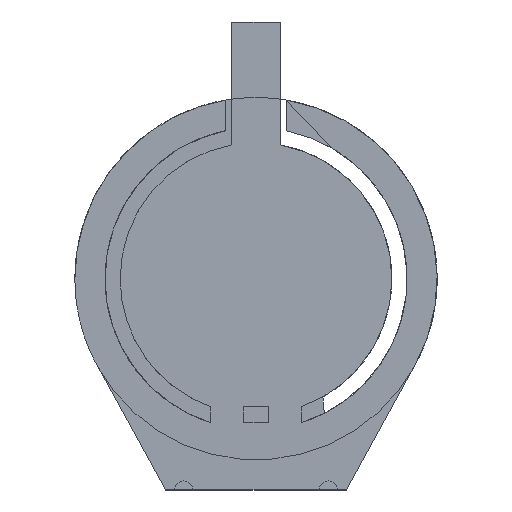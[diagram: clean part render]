
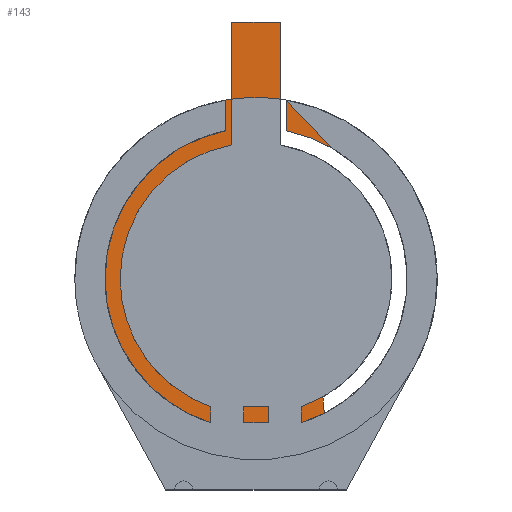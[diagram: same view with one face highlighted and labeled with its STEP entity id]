
A CAD part, top view. The second image highlights one B-rep face of the part: STEP entity #143.
In plain terms, the highlighted planar face has unit normal (0, 0, 1).
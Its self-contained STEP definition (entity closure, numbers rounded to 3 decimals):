
#24 = VERTEX_POINT('',#25);
#25 = CARTESIAN_POINT('',(88.726,96.041,
    0.013));
#41 = VERTEX_POINT('',#42);
#42 = CARTESIAN_POINT('',(68.726,71.546,
    0.013));
#48 = EDGE_CURVE('',#24,#41,#49,.T.);
#49 = CIRCLE('',#50,25.);
#50 = AXIS2_PLACEMENT_3D('',#51,#52,#53);
#51 = CARTESIAN_POINT('',(93.726,71.546,
    0.013));
#52 = DIRECTION('',(0.,0.,1.));
#53 = DIRECTION('',(1.,0.,0.));
#63 = EDGE_CURVE('',#64,#66,#68,.T.);
#64 = VERTEX_POINT('',#65);
#65 = CARTESIAN_POINT('',(67.433,57.1,
    0.013));
#66 = VERTEX_POINT('',#67);
#67 = CARTESIAN_POINT('',(63.726,71.546,
    0.013));
#68 = CIRCLE('',#69,30.);
#69 = AXIS2_PLACEMENT_3D('',#70,#71,#72);
#70 = CARTESIAN_POINT('',(93.726,71.546,
    0.013));
#71 = DIRECTION('',(0.,0.,1.));
#72 = DIRECTION('',(1.,0.,0.));
#105 = EDGE_CURVE('',#106,#108,#110,.T.);
#106 = VERTEX_POINT('',#107);
#107 = CARTESIAN_POINT('',(71.226,71.546,
    0.013));
#108 = VERTEX_POINT('',#109);
#109 = CARTESIAN_POINT('',(86.226,50.333,
    0.013));
#110 = CIRCLE('',#111,22.5);
#111 = AXIS2_PLACEMENT_3D('',#112,#113,#114);
#112 = CARTESIAN_POINT('',(93.726,71.546,
    0.013));
#113 = DIRECTION('',(0.,0.,1.));
#114 = DIRECTION('',(1.,0.,0.));
#143 = ADVANCED_FACE('',(#144,#311),#345,.T.);
#144 = FACE_BOUND('',#145,.T.);
#145 = EDGE_LOOP('',(#146,#157,#165,#174,#182,#190,#199,#207,#216,#224,
    #233,#241,#249,#257,#264,#265,#273,#280,#281,#289,#296,#297,#305));
#146 = ORIENTED_EDGE('',*,*,#147,.F.);
#147 = EDGE_CURVE('',#148,#150,#152,.T.);
#148 = VERTEX_POINT('',#149);
#149 = CARTESIAN_POINT('',(83.226,36.546,
    0.013));
#150 = VERTEX_POINT('',#151);
#151 = CARTESIAN_POINT('',(80.226,36.546,
    0.013));
#152 = CIRCLE('',#153,1.5);
#153 = AXIS2_PLACEMENT_3D('',#154,#155,#156);
#154 = CARTESIAN_POINT('',(81.726,36.546,
    0.013));
#155 = DIRECTION('',(0.,0.,1.));
#156 = DIRECTION('',(1.,0.,0.));
#157 = ORIENTED_EDGE('',*,*,#158,.T.);
#158 = EDGE_CURVE('',#148,#159,#161,.T.);
#159 = VERTEX_POINT('',#160);
#160 = CARTESIAN_POINT('',(104.226,36.546,
    0.013));
#161 = LINE('',#162,#163);
#162 = CARTESIAN_POINT('',(93.726,36.546,
    0.013));
#163 = VECTOR('',#164,1.);
#164 = DIRECTION('',(1.,0.,0.));
#165 = ORIENTED_EDGE('',*,*,#166,.T.);
#166 = EDGE_CURVE('',#159,#167,#169,.T.);
#167 = VERTEX_POINT('',#168);
#168 = CARTESIAN_POINT('',(107.226,36.546,
    0.013));
#169 = CIRCLE('',#170,1.5);
#170 = AXIS2_PLACEMENT_3D('',#171,#172,#173);
#171 = CARTESIAN_POINT('',(105.726,36.546,
    0.013));
#172 = DIRECTION('',(0.,0.,-1.));
#173 = DIRECTION('',(1.,0.,0.));
#174 = ORIENTED_EDGE('',*,*,#175,.T.);
#175 = EDGE_CURVE('',#167,#176,#178,.T.);
#176 = VERTEX_POINT('',#177);
#177 = CARTESIAN_POINT('',(108.726,36.546,
    0.013));
#178 = LINE('',#179,#180);
#179 = CARTESIAN_POINT('',(93.726,36.546,
    0.013));
#180 = VECTOR('',#181,1.);
#181 = DIRECTION('',(1.,0.,0.));
#182 = ORIENTED_EDGE('',*,*,#183,.T.);
#183 = EDGE_CURVE('',#176,#184,#186,.T.);
#184 = VERTEX_POINT('',#185);
#185 = CARTESIAN_POINT('',(120.019,57.1,
    0.013));
#186 = LINE('',#187,#188);
#187 = CARTESIAN_POINT('',(120.019,57.1,
    0.013));
#188 = VECTOR('',#189,1.);
#189 = DIRECTION('',(0.482,0.876,0.));
#190 = ORIENTED_EDGE('',*,*,#191,.T.);
#191 = EDGE_CURVE('',#184,#192,#194,.T.);
#192 = VERTEX_POINT('',#193);
#193 = CARTESIAN_POINT('',(98.726,101.126,
    0.013));
#194 = CIRCLE('',#195,30.);
#195 = AXIS2_PLACEMENT_3D('',#196,#197,#198);
#196 = CARTESIAN_POINT('',(93.726,71.546,
    0.013));
#197 = DIRECTION('',(0.,0.,1.));
#198 = DIRECTION('',(1.,0.,0.));
#199 = ORIENTED_EDGE('',*,*,#200,.F.);
#200 = EDGE_CURVE('',#201,#192,#203,.T.);
#201 = VERTEX_POINT('',#202);
#202 = CARTESIAN_POINT('',(98.726,96.041,
    0.013));
#203 = LINE('',#204,#205);
#204 = CARTESIAN_POINT('',(98.726,71.546,
    0.013));
#205 = VECTOR('',#206,1.);
#206 = DIRECTION('',(0.,1.,0.));
#207 = ORIENTED_EDGE('',*,*,#208,.F.);
#208 = EDGE_CURVE('',#209,#201,#211,.T.);
#209 = VERTEX_POINT('',#210);
#210 = CARTESIAN_POINT('',(101.226,47.698,
    0.013));
#211 = CIRCLE('',#212,25.);
#212 = AXIS2_PLACEMENT_3D('',#213,#214,#215);
#213 = CARTESIAN_POINT('',(93.726,71.546,
    0.013));
#214 = DIRECTION('',(0.,0.,1.));
#215 = DIRECTION('',(1.,0.,0.));
#216 = ORIENTED_EDGE('',*,*,#217,.T.);
#217 = EDGE_CURVE('',#209,#218,#220,.T.);
#218 = VERTEX_POINT('',#219);
#219 = CARTESIAN_POINT('',(101.226,50.333,
    0.013));
#220 = LINE('',#221,#222);
#221 = CARTESIAN_POINT('',(101.226,71.546,
    0.013));
#222 = VECTOR('',#223,1.);
#223 = DIRECTION('',(0.,1.,0.));
#224 = ORIENTED_EDGE('',*,*,#225,.T.);
#225 = EDGE_CURVE('',#218,#226,#228,.T.);
#226 = VERTEX_POINT('',#227);
#227 = CARTESIAN_POINT('',(97.726,93.688,
    0.013));
#228 = CIRCLE('',#229,22.5);
#229 = AXIS2_PLACEMENT_3D('',#230,#231,#232);
#230 = CARTESIAN_POINT('',(93.726,71.546,
    0.013));
#231 = DIRECTION('',(0.,0.,1.));
#232 = DIRECTION('',(1.,0.,0.));
#233 = ORIENTED_EDGE('',*,*,#234,.T.);
#234 = EDGE_CURVE('',#226,#235,#237,.T.);
#235 = VERTEX_POINT('',#236);
#236 = CARTESIAN_POINT('',(97.726,114.046,
    0.013));
#237 = LINE('',#238,#239);
#238 = CARTESIAN_POINT('',(97.726,71.546,
    0.013));
#239 = VECTOR('',#240,1.);
#240 = DIRECTION('',(0.,1.,0.));
#241 = ORIENTED_EDGE('',*,*,#242,.T.);
#242 = EDGE_CURVE('',#235,#243,#245,.T.);
#243 = VERTEX_POINT('',#244);
#244 = CARTESIAN_POINT('',(89.726,114.046,
    0.013));
#245 = LINE('',#246,#247);
#246 = CARTESIAN_POINT('',(93.726,114.046,
    0.013));
#247 = VECTOR('',#248,1.);
#248 = DIRECTION('',(-1.,0.,0.));
#249 = ORIENTED_EDGE('',*,*,#250,.F.);
#250 = EDGE_CURVE('',#251,#243,#253,.T.);
#251 = VERTEX_POINT('',#252);
#252 = CARTESIAN_POINT('',(89.726,93.688,
    0.013));
#253 = LINE('',#254,#255);
#254 = CARTESIAN_POINT('',(89.726,71.546,
    0.013));
#255 = VECTOR('',#256,1.);
#256 = DIRECTION('',(0.,1.,0.));
#257 = ORIENTED_EDGE('',*,*,#258,.T.);
#258 = EDGE_CURVE('',#251,#106,#259,.T.);
#259 = CIRCLE('',#260,22.5);
#260 = AXIS2_PLACEMENT_3D('',#261,#262,#263);
#261 = CARTESIAN_POINT('',(93.726,71.546,
    0.013));
#262 = DIRECTION('',(0.,0.,1.));
#263 = DIRECTION('',(1.,0.,0.));
#264 = ORIENTED_EDGE('',*,*,#105,.T.);
#265 = ORIENTED_EDGE('',*,*,#266,.F.);
#266 = EDGE_CURVE('',#267,#108,#269,.T.);
#267 = VERTEX_POINT('',#268);
#268 = CARTESIAN_POINT('',(86.226,47.698,
    0.013));
#269 = LINE('',#270,#271);
#270 = CARTESIAN_POINT('',(86.226,71.546,
    0.013));
#271 = VECTOR('',#272,1.);
#272 = DIRECTION('',(0.,1.,0.));
#273 = ORIENTED_EDGE('',*,*,#274,.F.);
#274 = EDGE_CURVE('',#41,#267,#275,.T.);
#275 = CIRCLE('',#276,25.);
#276 = AXIS2_PLACEMENT_3D('',#277,#278,#279);
#277 = CARTESIAN_POINT('',(93.726,71.546,
    0.013));
#278 = DIRECTION('',(0.,0.,1.));
#279 = DIRECTION('',(1.,0.,0.));
#280 = ORIENTED_EDGE('',*,*,#48,.F.);
#281 = ORIENTED_EDGE('',*,*,#282,.T.);
#282 = EDGE_CURVE('',#24,#283,#285,.T.);
#283 = VERTEX_POINT('',#284);
#284 = CARTESIAN_POINT('',(88.726,101.126,
    0.013));
#285 = LINE('',#286,#287);
#286 = CARTESIAN_POINT('',(88.726,71.546,
    0.013));
#287 = VECTOR('',#288,1.);
#288 = DIRECTION('',(0.,1.,0.));
#289 = ORIENTED_EDGE('',*,*,#290,.T.);
#290 = EDGE_CURVE('',#283,#66,#291,.T.);
#291 = CIRCLE('',#292,30.);
#292 = AXIS2_PLACEMENT_3D('',#293,#294,#295);
#293 = CARTESIAN_POINT('',(93.726,71.546,
    0.013));
#294 = DIRECTION('',(0.,0.,1.));
#295 = DIRECTION('',(1.,0.,0.));
#296 = ORIENTED_EDGE('',*,*,#63,.T.);
#297 = ORIENTED_EDGE('',*,*,#298,.F.);
#298 = EDGE_CURVE('',#299,#64,#301,.T.);
#299 = VERTEX_POINT('',#300);
#300 = CARTESIAN_POINT('',(78.726,36.546,
    0.013));
#301 = LINE('',#302,#303);
#302 = CARTESIAN_POINT('',(67.433,57.1,
    0.013));
#303 = VECTOR('',#304,1.);
#304 = DIRECTION('',(-0.482,0.876,0.));
#305 = ORIENTED_EDGE('',*,*,#306,.T.);
#306 = EDGE_CURVE('',#299,#150,#307,.T.);
#307 = LINE('',#308,#309);
#308 = CARTESIAN_POINT('',(93.726,36.546,
    0.013));
#309 = VECTOR('',#310,1.);
#310 = DIRECTION('',(1.,0.,0.));
#311 = FACE_BOUND('',#312,.T.);
#312 = EDGE_LOOP('',(#313,#323,#331,#339));
#313 = ORIENTED_EDGE('',*,*,#314,.F.);
#314 = EDGE_CURVE('',#315,#317,#319,.T.);
#315 = VERTEX_POINT('',#316);
#316 = CARTESIAN_POINT('',(91.726,47.698,
    0.013));
#317 = VERTEX_POINT('',#318);
#318 = CARTESIAN_POINT('',(95.726,47.698,
    0.013));
#319 = LINE('',#320,#321);
#320 = CARTESIAN_POINT('',(93.726,47.698,
    0.013));
#321 = VECTOR('',#322,1.);
#322 = DIRECTION('',(1.,0.,0.));
#323 = ORIENTED_EDGE('',*,*,#324,.T.);
#324 = EDGE_CURVE('',#315,#325,#327,.T.);
#325 = VERTEX_POINT('',#326);
#326 = CARTESIAN_POINT('',(91.726,50.333,
    0.013));
#327 = LINE('',#328,#329);
#328 = CARTESIAN_POINT('',(91.726,71.546,
    0.013));
#329 = VECTOR('',#330,1.);
#330 = DIRECTION('',(0.,1.,0.));
#331 = ORIENTED_EDGE('',*,*,#332,.T.);
#332 = EDGE_CURVE('',#325,#333,#335,.T.);
#333 = VERTEX_POINT('',#334);
#334 = CARTESIAN_POINT('',(95.726,50.333,
    0.013));
#335 = LINE('',#336,#337);
#336 = CARTESIAN_POINT('',(93.726,50.333,
    0.013));
#337 = VECTOR('',#338,1.);
#338 = DIRECTION('',(1.,0.,0.));
#339 = ORIENTED_EDGE('',*,*,#340,.F.);
#340 = EDGE_CURVE('',#317,#333,#341,.T.);
#341 = LINE('',#342,#343);
#342 = CARTESIAN_POINT('',(95.726,71.546,
    0.013));
#343 = VECTOR('',#344,1.);
#344 = DIRECTION('',(0.,1.,0.));
#345 = PLANE('',#346);
#346 = AXIS2_PLACEMENT_3D('',#347,#348,#349);
#347 = CARTESIAN_POINT('',(93.726,71.546,
    0.013));
#348 = DIRECTION('',(0.,0.,1.));
#349 = DIRECTION('',(1.,0.,0.));
